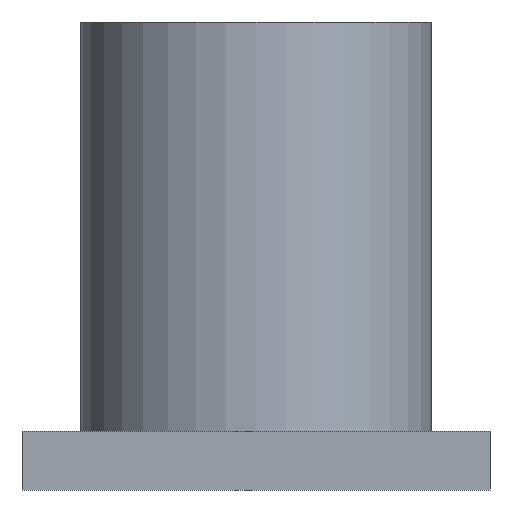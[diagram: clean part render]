
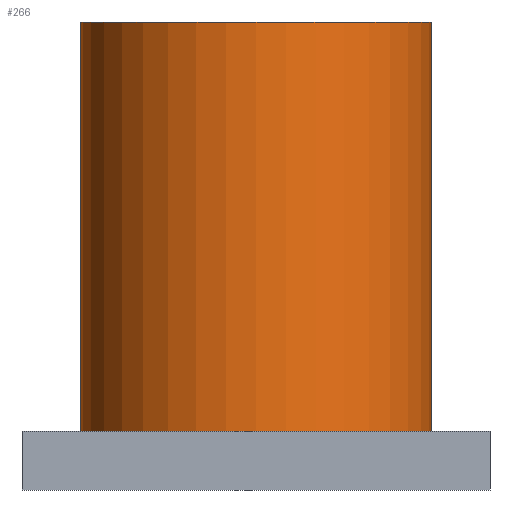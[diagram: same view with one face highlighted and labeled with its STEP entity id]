
A CAD part, front view. The second image highlights one B-rep face of the part: STEP entity #266.
In plain terms, the highlighted cylindrical face has radius 15 mm (diameter 30 mm), a partial arc.
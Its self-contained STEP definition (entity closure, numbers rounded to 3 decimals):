
#202=CARTESIAN_POINT('POINT13',(165.,60.,50.
   ));
#203=VERTEX_POINT('VERTEX13',#202);
#204=CARTESIAN_POINT('POINT14',(135.,60.,50.
   ));
#205=VERTEX_POINT('VERTEX14',#204);
#206=CARTESIAN_POINT('POS24',(150.,60.,50.));
#207=DIRECTION('DIR33',(0.,0.,1.));
#208=DIRECTION('DIR34',(1.,0.,0.));
#209=AXIS2_PLACEMENT_3D('AXIS10',#206,#207,#208);
#210=CIRCLE('ELLIPSE3',#209,15.);
#213=EDGE_CURVE('EDGE20',#205,#203,#210,.T.);
#229=CARTESIAN_POINT('POINT15',(165.,60.,15.
   ));
#230=VERTEX_POINT('VERTEX15',#229);
#231=CARTESIAN_POINT('POINT16',(135.,60.,15.
   ));
#232=VERTEX_POINT('VERTEX16',#231);
#233=CARTESIAN_POINT('POS26',(150.,60.,15.));
#234=DIRECTION('DIR37',(0.,0.,-1.));
#235=DIRECTION('DIR38',(1.,0.,0.));
#236=AXIS2_PLACEMENT_3D('AXIS12',#233,#234,#235);
#237=CIRCLE('ELLIPSE4',#236,15.);
#238=EDGE_CURVE('EDGE21',#230,#232,#237,.T.);
#245=CARTESIAN_POINT('POS27',(165.,60.,32.5)
   );
#246=DIRECTION('DIR39',(0.,0.,1.));
#247=VECTOR('VEC15',#246,1.);
#248=LINE('STRAIGHT15',#245,#247);
#249=EDGE_CURVE('EDGE23',#230,#203,#248,.T.);
#250=ORIENTED_EDGE('COEDGE41',*,*,#249,.T.);
#251=ORIENTED_EDGE('COEDGE42',*,*,#213,.F.);
#252=CARTESIAN_POINT('POS28',(135.,60.,32.5)
   );
#253=DIRECTION('DIR40',(0.,0.,-1.));
#254=VECTOR('VEC16',#253,1.);
#255=LINE('STRAIGHT16',#252,#254);
#256=EDGE_CURVE('EDGE24',#205,#232,#255,.T.);
#257=ORIENTED_EDGE('COEDGE43',*,*,#256,.T.);
#258=ORIENTED_EDGE('COEDGE44',*,*,#238,.F.);
#259=EDGE_LOOP('NONE',(#250,#251,#257,#258));
#260=FACE_BOUND('LOOP1',#259,.T.);
#261=CARTESIAN_POINT('POS29',(150.,60.,32.5))
   ;
#262=DIRECTION('DIR41',(0.,0.,1.));
#263=DIRECTION('DIR42',(1.,0.,0.));
#264=AXIS2_PLACEMENT_3D('AXIS13',#261,#262,#263);
#265=CYLINDRICAL_SURFACE('CONE_SURF2',#264,15.);
#266=ADVANCED_FACE('FACE11',(#260),#265,.T.);
